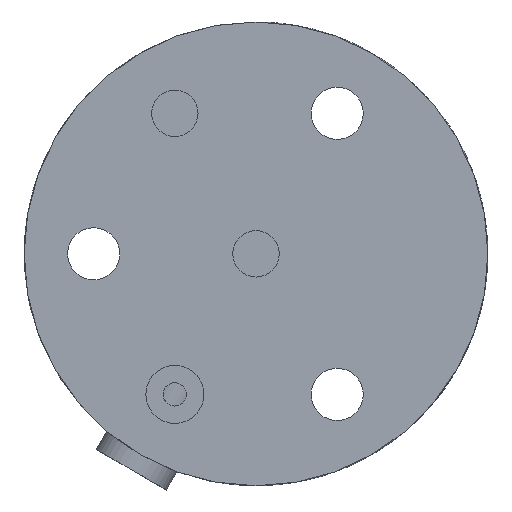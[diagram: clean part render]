
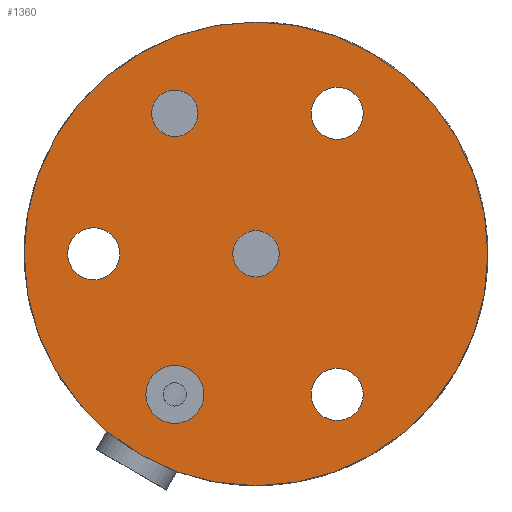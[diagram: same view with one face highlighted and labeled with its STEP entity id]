
A CAD part, front view. The second image highlights one B-rep face of the part: STEP entity #1360.
In plain terms, the highlighted planar face has unit normal (0, -1, 0).
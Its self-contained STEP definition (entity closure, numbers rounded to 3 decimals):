
#295=CARTESIAN_POINT('',(0.,0.,0.));
#296=DIRECTION('',(0.,-1.,0.));
#297=DIRECTION('',(0.,0.,-1.));
#298=AXIS2_PLACEMENT_3D('',#295,#296,#297);
#303=CARTESIAN_POINT('',(0.,0.,0.));
#304=DIRECTION('',(0.,-1.,0.));
#305=DIRECTION('',(0.,0.,1.));
#306=AXIS2_PLACEMENT_3D('',#303,#304,#305);
#311=CARTESIAN_POINT('',(-14.,0.,-24.249));
#312=DIRECTION('',(0.,1.,0.));
#313=DIRECTION('',(0.,0.,1.));
#314=AXIS2_PLACEMENT_3D('',#311,#312,#313);
#319=CARTESIAN_POINT('',(-14.,0.,-24.249));
#320=DIRECTION('',(0.,1.,0.));
#321=DIRECTION('',(0.,0.,-1.));
#322=AXIS2_PLACEMENT_3D('',#319,#320,#321);
#327=CARTESIAN_POINT('',(-14.,0.,24.249));
#328=DIRECTION('',(0.,1.,0.));
#329=DIRECTION('',(0.,0.,1.));
#330=AXIS2_PLACEMENT_3D('',#327,#328,#329);
#335=CARTESIAN_POINT('',(-14.,0.,24.249));
#336=DIRECTION('',(0.,1.,0.));
#337=DIRECTION('',(0.,0.,-1.));
#338=AXIS2_PLACEMENT_3D('',#335,#336,#337);
#343=CARTESIAN_POINT('',(14.,0.,24.249));
#344=DIRECTION('',(0.,1.,0.));
#345=DIRECTION('',(0.,0.,1.));
#346=AXIS2_PLACEMENT_3D('',#343,#344,#345);
#351=CARTESIAN_POINT('',(14.,0.,24.249));
#352=DIRECTION('',(0.,1.,0.));
#353=DIRECTION('',(0.,0.,-1.));
#354=AXIS2_PLACEMENT_3D('',#351,#352,#353);
#359=CARTESIAN_POINT('',(0.,0.,0.));
#360=DIRECTION('',(0.,1.,0.));
#361=DIRECTION('',(0.,0.,1.));
#362=AXIS2_PLACEMENT_3D('',#359,#360,#361);
#367=CARTESIAN_POINT('',(0.,0.,0.));
#368=DIRECTION('',(0.,1.,0.));
#369=DIRECTION('',(0.,0.,-1.));
#370=AXIS2_PLACEMENT_3D('',#367,#368,#369);
#375=CARTESIAN_POINT('',(-28.,0.,0.));
#376=DIRECTION('',(0.,1.,0.));
#377=DIRECTION('',(0.,0.,1.));
#378=AXIS2_PLACEMENT_3D('',#375,#376,#377);
#383=CARTESIAN_POINT('',(-28.,0.,0.));
#384=DIRECTION('',(0.,1.,0.));
#385=DIRECTION('',(0.,0.,-1.));
#386=AXIS2_PLACEMENT_3D('',#383,#384,#385);
#391=CARTESIAN_POINT('',(14.,0.,-24.249));
#392=DIRECTION('',(0.,1.,0.));
#393=DIRECTION('',(0.,0.,1.));
#394=AXIS2_PLACEMENT_3D('',#391,#392,#393);
#399=CARTESIAN_POINT('',(14.,0.,-24.249));
#400=DIRECTION('',(0.,1.,0.));
#401=DIRECTION('',(0.,0.,-1.));
#402=AXIS2_PLACEMENT_3D('',#399,#400,#401);
#1083=CARTESIAN_POINT('',(-14.,0.,-19.249));
#1084=CARTESIAN_POINT('',(-14.,0.,-29.249));
#1085=VERTEX_POINT('',#1083);
#1086=VERTEX_POINT('',#1084);
#1101=CARTESIAN_POINT('',(-28.,0.,-4.5));
#1102=VERTEX_POINT('',#1101);
#1103=CARTESIAN_POINT('',(0.,0.,-40.));
#1104=VERTEX_POINT('',#1103);
#1105=CARTESIAN_POINT('',(14.,0.,-28.749));
#1106=CARTESIAN_POINT('',(14.,0.,-19.749));
#1107=VERTEX_POINT('',#1105);
#1108=VERTEX_POINT('',#1106);
#1115=CARTESIAN_POINT('',(0.,0.,4.));
#1116=CARTESIAN_POINT('',(0.,0.,-4.));
#1117=VERTEX_POINT('',#1115);
#1118=VERTEX_POINT('',#1116);
#1129=CARTESIAN_POINT('',(0.,0.,40.));
#1130=VERTEX_POINT('',#1129);
#1139=CARTESIAN_POINT('',(-28.,0.,4.5));
#1140=VERTEX_POINT('',#1139);
#1141=CARTESIAN_POINT('',(-14.,0.,28.249));
#1142=CARTESIAN_POINT('',(-14.,0.,20.249));
#1143=VERTEX_POINT('',#1141);
#1144=VERTEX_POINT('',#1142);
#1187=CARTESIAN_POINT('',(14.,0.,28.749));
#1188=VERTEX_POINT('',#1187);
#1193=CARTESIAN_POINT('',(14.,0.,19.749));
#1194=VERTEX_POINT('',#1193);
#1314=CARTESIAN_POINT('',(40.,0.,0.));
#1315=DIRECTION('',(0.,1.,0.));
#1316=DIRECTION('',(0.,0.,1.));
#1317=AXIS2_PLACEMENT_3D('',#1314,#1315,#1316);
#1318=PLANE('',#1317);
#1319=ORIENTED_EDGE('',*,*,#1303,.F.);
#1321=ORIENTED_EDGE('',*,*,#1320,.F.);
#1322=EDGE_LOOP('',(#1319,#1321));
#1323=FACE_OUTER_BOUND('',#1322,.F.);
#1325=ORIENTED_EDGE('',*,*,#1324,.F.);
#1327=ORIENTED_EDGE('',*,*,#1326,.F.);
#1328=EDGE_LOOP('',(#1325,#1327));
#1329=FACE_BOUND('',#1328,.F.);
#1331=ORIENTED_EDGE('',*,*,#1330,.F.);
#1333=ORIENTED_EDGE('',*,*,#1332,.F.);
#1334=EDGE_LOOP('',(#1331,#1333));
#1335=FACE_BOUND('',#1334,.F.);
#1337=ORIENTED_EDGE('',*,*,#1336,.F.);
#1339=ORIENTED_EDGE('',*,*,#1338,.F.);
#1340=EDGE_LOOP('',(#1337,#1339));
#1341=FACE_BOUND('',#1340,.F.);
#1343=ORIENTED_EDGE('',*,*,#1342,.F.);
#1345=ORIENTED_EDGE('',*,*,#1344,.F.);
#1346=EDGE_LOOP('',(#1343,#1345));
#1347=FACE_BOUND('',#1346,.F.);
#1349=ORIENTED_EDGE('',*,*,#1348,.F.);
#1351=ORIENTED_EDGE('',*,*,#1350,.F.);
#1352=EDGE_LOOP('',(#1349,#1351));
#1353=FACE_BOUND('',#1352,.F.);
#1355=ORIENTED_EDGE('',*,*,#1354,.F.);
#1357=ORIENTED_EDGE('',*,*,#1356,.F.);
#1358=EDGE_LOOP('',(#1355,#1357));
#1359=FACE_BOUND('',#1358,.F.);
#1360=ADVANCED_FACE('',(#1323,#1329,#1335,#1341,#1347,#1353,#1359),#1318,.F.);
#299=CIRCLE('',#298,40.);
#307=CIRCLE('',#306,40.);
#315=CIRCLE('',#314,5.);
#323=CIRCLE('',#322,5.);
#331=CIRCLE('',#330,4.);
#339=CIRCLE('',#338,4.);
#347=CIRCLE('',#346,4.5);
#355=CIRCLE('',#354,4.5);
#363=CIRCLE('',#362,4.);
#371=CIRCLE('',#370,4.);
#379=CIRCLE('',#378,4.5);
#387=CIRCLE('',#386,4.5);
#395=CIRCLE('',#394,4.5);
#403=CIRCLE('',#402,4.5);
#1303=EDGE_CURVE('',#1104,#1130,#299,.T.);
#1320=EDGE_CURVE('',#1130,#1104,#307,.T.);
#1324=EDGE_CURVE('',#1085,#1086,#315,.T.);
#1326=EDGE_CURVE('',#1086,#1085,#323,.T.);
#1330=EDGE_CURVE('',#1143,#1144,#331,.T.);
#1332=EDGE_CURVE('',#1144,#1143,#339,.T.);
#1336=EDGE_CURVE('',#1188,#1194,#347,.T.);
#1338=EDGE_CURVE('',#1194,#1188,#355,.T.);
#1342=EDGE_CURVE('',#1117,#1118,#363,.T.);
#1344=EDGE_CURVE('',#1118,#1117,#371,.T.);
#1348=EDGE_CURVE('',#1140,#1102,#379,.T.);
#1350=EDGE_CURVE('',#1102,#1140,#387,.T.);
#1354=EDGE_CURVE('',#1108,#1107,#395,.T.);
#1356=EDGE_CURVE('',#1107,#1108,#403,.T.);
